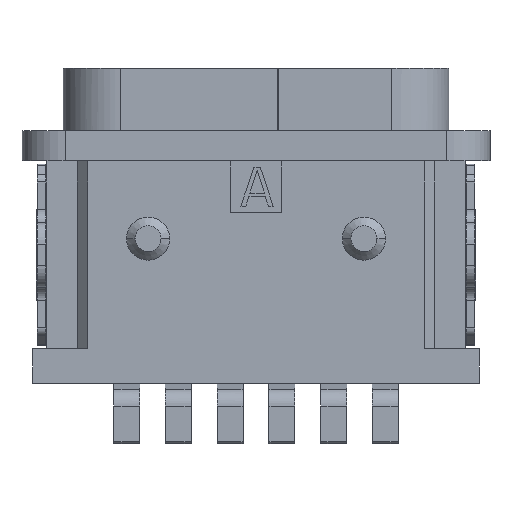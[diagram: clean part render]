
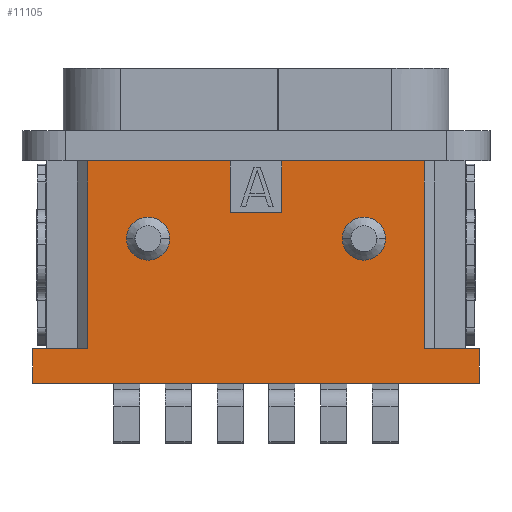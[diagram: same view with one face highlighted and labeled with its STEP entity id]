
A CAD part, front view. The second image highlights one B-rep face of the part: STEP entity #11105.
In plain terms, the highlighted face is planar.
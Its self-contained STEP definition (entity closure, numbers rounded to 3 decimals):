
#40 = LINE ( 'NONE', #3202, #19082 ) ;
#99 = CARTESIAN_POINT ( 'NONE',  ( -0.6, 0., 2.23 ) ) ;
#363 = ORIENTED_EDGE ( 'NONE', *, *, #5361, .T. ) ;
#518 = EDGE_CURVE ( 'NONE', #18188, #9873, #20918, .T. ) ;
#789 = EDGE_CURVE ( 'NONE', #9877, #4405, #12541, .T. ) ;
#927 = DIRECTION ( 'NONE',  ( 0., 0., 1. ) ) ;
#1150 = DIRECTION ( 'NONE',  ( 1., 0., 0. ) ) ;
#1631 = AXIS2_PLACEMENT_3D ( 'NONE', #20481, #20602, #5046 ) ;
#1904 = ORIENTED_EDGE ( 'NONE', *, *, #518, .T. ) ;
#2079 = CIRCLE ( 'NONE', #14402, 0.5 ) ;
#2105 = DIRECTION ( 'NONE',  ( 0., 1., 0. ) ) ;
#2162 = CARTESIAN_POINT ( 'NONE',  ( 2., 3.15, 2.23 ) ) ;
#2296 = ORIENTED_EDGE ( 'NONE', *, *, #22427, .T. ) ;
#2725 = EDGE_CURVE ( 'NONE', #7077, #5536, #22384, .T. ) ;
#2954 = CARTESIAN_POINT ( 'NONE',  ( -4.97, 0., 2.23 ) ) ;
#3000 = EDGE_CURVE ( 'NONE', #16004, #20772, #20070, .T. ) ;
#3202 = CARTESIAN_POINT ( 'NONE',  ( 0., 1.35, 2.23 ) ) ;
#3272 = DIRECTION ( 'NONE',  ( 1., 0., 0. ) ) ;
#3698 = EDGE_CURVE ( 'NONE', #5536, #4707, #7877, .T. ) ;
#3867 = DIRECTION ( 'NONE',  ( 1., 0., 0. ) ) ;
#3915 = LINE ( 'NONE', #12759, #7882 ) ;
#4128 = VERTEX_POINT ( 'NONE', #15316 ) ;
#4129 = CIRCLE ( 'NONE', #1631, 0.5 ) ;
#4405 = VERTEX_POINT ( 'NONE', #5888 ) ;
#4525 = FACE_BOUND ( 'NONE', #6313, .T. ) ;
#4552 = DIRECTION ( 'NONE',  ( 0., -1., 0. ) ) ;
#4642 = VECTOR ( 'NONE', #12424, 1000. ) ;
#4707 = VERTEX_POINT ( 'NONE', #11280 ) ;
#5046 = DIRECTION ( 'NONE',  ( 1., 0., 0. ) ) ;
#5133 = LINE ( 'NONE', #20691, #17470 ) ;
#5346 = CARTESIAN_POINT ( 'NONE',  ( 2.5, 3.15, 2.23 ) ) ;
#5361 = EDGE_CURVE ( 'NONE', #20772, #9877, #11114, .T. ) ;
#5536 = VERTEX_POINT ( 'NONE', #12019 ) ;
#5611 = VERTEX_POINT ( 'NONE', #20978 ) ;
#5658 = ORIENTED_EDGE ( 'NONE', *, *, #15838, .T. ) ;
#5888 = CARTESIAN_POINT ( 'NONE',  ( -5.17, 6.5, 2.23 ) ) ;
#5945 = CARTESIAN_POINT ( 'NONE',  ( 0., 1.35, 2.23 ) ) ;
#6313 = EDGE_LOOP ( 'NONE', ( #1904, #5658 ) ) ;
#6363 = VERTEX_POINT ( 'NONE', #11119 ) ;
#6467 = CARTESIAN_POINT ( 'NONE',  ( -2.5, 3.15, 2.23 ) ) ;
#6678 = CARTESIAN_POINT ( 'NONE',  ( -4.97, 5.7, 2.23 ) ) ;
#7024 = EDGE_CURVE ( 'NONE', #8807, #19247, #21178, .T. ) ;
#7042 = VECTOR ( 'NONE', #15392, 1000. ) ;
#7077 = VERTEX_POINT ( 'NONE', #9369 ) ;
#7447 = CARTESIAN_POINT ( 'NONE',  ( -4.97, 6.5, 2.23 ) ) ;
#7637 = CARTESIAN_POINT ( 'NONE',  ( -3.895, 0., 2.23 ) ) ;
#7752 = CARTESIAN_POINT ( 'NONE',  ( 3.895, 5.7, 2.23 ) ) ;
#7877 = LINE ( 'NONE', #11715, #13281 ) ;
#7882 = VECTOR ( 'NONE', #2105, 1000. ) ;
#7986 = CARTESIAN_POINT ( 'NONE',  ( 3., 3.15, 2.23 ) ) ;
#8118 = CARTESIAN_POINT ( 'NONE',  ( -0.6, 1.35, 2.23 ) ) ;
#8476 = LINE ( 'NONE', #99, #7042 ) ;
#8658 = DIRECTION ( 'NONE',  ( 0., -1., 0. ) ) ;
#8807 = VERTEX_POINT ( 'NONE', #13850 ) ;
#8957 = ORIENTED_EDGE ( 'NONE', *, *, #21521, .T. ) ;
#9110 = EDGE_CURVE ( 'NONE', #6363, #5611, #12004, .T. ) ;
#9213 = ORIENTED_EDGE ( 'NONE', *, *, #13887, .T. ) ;
#9369 = CARTESIAN_POINT ( 'NONE',  ( -0.6, 2.55, 2.23 ) ) ;
#9416 = CARTESIAN_POINT ( 'NONE',  ( 5.17, 0., 2.23 ) ) ;
#9440 = EDGE_CURVE ( 'NONE', #4405, #8807, #5133, .T. ) ;
#9757 = FACE_OUTER_BOUND ( 'NONE', #15622, .T. ) ;
#9836 = CARTESIAN_POINT ( 'NONE',  ( -2.5, 3.15, 2.23 ) ) ;
#9873 = VERTEX_POINT ( 'NONE', #2162 ) ;
#9877 = VERTEX_POINT ( 'NONE', #14407 ) ;
#10537 = CARTESIAN_POINT ( 'NONE',  ( 5.17, 5.7, 2.23 ) ) ;
#10542 = VERTEX_POINT ( 'NONE', #20166 ) ;
#10816 = VECTOR ( 'NONE', #4552, 1000. ) ;
#10853 = EDGE_CURVE ( 'NONE', #4707, #10542, #40, .T. ) ;
#11105 = ADVANCED_FACE ( 'NONE', ( #9757, #4525, #20084 ), #19861, .T. ) ;
#11114 = LINE ( 'NONE', #9416, #14359 ) ;
#11119 = CARTESIAN_POINT ( 'NONE',  ( -2., 3.15, 2.23 ) ) ;
#11126 = AXIS2_PLACEMENT_3D ( 'NONE', #5346, #21011, #3867 ) ;
#11273 = DIRECTION ( 'NONE',  ( 0., -1., 0. ) ) ;
#11280 = CARTESIAN_POINT ( 'NONE',  ( 0.6, 1.35, 2.23 ) ) ;
#11715 = CARTESIAN_POINT ( 'NONE',  ( 0.6, 0., 2.23 ) ) ;
#11789 = AXIS2_PLACEMENT_3D ( 'NONE', #2954, #927, #1150 ) ;
#12004 = CIRCLE ( 'NONE', #18551, 0.5 ) ;
#12019 = CARTESIAN_POINT ( 'NONE',  ( 0.6, 2.55, 2.23 ) ) ;
#12424 = DIRECTION ( 'NONE',  ( 1., 0., 0. ) ) ;
#12541 = LINE ( 'NONE', #7447, #21957 ) ;
#12596 = DIRECTION ( 'NONE',  ( 0., 1., 0. ) ) ;
#12759 = CARTESIAN_POINT ( 'NONE',  ( 3.895, 0., 2.23 ) ) ;
#13281 = VECTOR ( 'NONE', #11273, 1000. ) ;
#13362 = DIRECTION ( 'NONE',  ( 1., 0., 0. ) ) ;
#13390 = DIRECTION ( 'NONE',  ( 1., 0., 0. ) ) ;
#13850 = CARTESIAN_POINT ( 'NONE',  ( -5.17, 5.7, 2.23 ) ) ;
#13858 = DIRECTION ( 'NONE',  ( 1., 0., 0. ) ) ;
#13887 = EDGE_CURVE ( 'NONE', #5611, #6363, #2079, .T. ) ;
#14127 = ORIENTED_EDGE ( 'NONE', *, *, #14163, .T. ) ;
#14163 = EDGE_CURVE ( 'NONE', #10542, #16004, #3915, .T. ) ;
#14359 = VECTOR ( 'NONE', #12596, 1000. ) ;
#14377 = ORIENTED_EDGE ( 'NONE', *, *, #9440, .T. ) ;
#14402 = AXIS2_PLACEMENT_3D ( 'NONE', #9836, #15030, #13362 ) ;
#14407 = CARTESIAN_POINT ( 'NONE',  ( 5.17, 6.5, 2.23 ) ) ;
#14572 = LINE ( 'NONE', #5945, #17751 ) ;
#15030 = DIRECTION ( 'NONE',  ( 0., 0., -1. ) ) ;
#15316 = CARTESIAN_POINT ( 'NONE',  ( -3.895, 1.35, 2.23 ) ) ;
#15392 = DIRECTION ( 'NONE',  ( 0., 1., 0. ) ) ;
#15485 = EDGE_CURVE ( 'NONE', #15743, #7077, #8476, .T. ) ;
#15622 = EDGE_LOOP ( 'NONE', ( #20405, #8957, #2296, #16849, #21471, #16389, #21829, #14127, #20101, #363, #17996, #14377 ) ) ;
#15743 = VERTEX_POINT ( 'NONE', #8118 ) ;
#15838 = EDGE_CURVE ( 'NONE', #9873, #18188, #4129, .T. ) ;
#16004 = VERTEX_POINT ( 'NONE', #7752 ) ;
#16389 = ORIENTED_EDGE ( 'NONE', *, *, #3698, .T. ) ;
#16396 = DIRECTION ( 'NONE',  ( 1., 0., 0. ) ) ;
#16849 = ORIENTED_EDGE ( 'NONE', *, *, #15485, .T. ) ;
#17400 = DIRECTION ( 'NONE',  ( 1., 0., 0. ) ) ;
#17470 = VECTOR ( 'NONE', #8658, 1000. ) ;
#17751 = VECTOR ( 'NONE', #16396, 1000. ) ;
#17996 = ORIENTED_EDGE ( 'NONE', *, *, #789, .T. ) ;
#18188 = VERTEX_POINT ( 'NONE', #7986 ) ;
#18551 = AXIS2_PLACEMENT_3D ( 'NONE', #6467, #18939, #13390 ) ;
#18875 = CARTESIAN_POINT ( 'NONE',  ( -4.97, 2.55, 2.23 ) ) ;
#18939 = DIRECTION ( 'NONE',  ( 0., 0., -1. ) ) ;
#19082 = VECTOR ( 'NONE', #13858, 1000. ) ;
#19247 = VERTEX_POINT ( 'NONE', #20790 ) ;
#19579 = ORIENTED_EDGE ( 'NONE', *, *, #9110, .T. ) ;
#19615 = VECTOR ( 'NONE', #3272, 1000. ) ;
#19861 = PLANE ( 'NONE',  #11789 ) ;
#20070 = LINE ( 'NONE', #6678, #19615 ) ;
#20084 = FACE_BOUND ( 'NONE', #21305, .T. ) ;
#20101 = ORIENTED_EDGE ( 'NONE', *, *, #3000, .T. ) ;
#20105 = VECTOR ( 'NONE', #17400, 1000. ) ;
#20166 = CARTESIAN_POINT ( 'NONE',  ( 3.895, 1.35, 2.23 ) ) ;
#20405 = ORIENTED_EDGE ( 'NONE', *, *, #7024, .T. ) ;
#20481 = CARTESIAN_POINT ( 'NONE',  ( 2.5, 3.15, 2.23 ) ) ;
#20602 = DIRECTION ( 'NONE',  ( 0., 0., -1. ) ) ;
#20691 = CARTESIAN_POINT ( 'NONE',  ( -5.17, 0., 2.23 ) ) ;
#20772 = VERTEX_POINT ( 'NONE', #10537 ) ;
#20790 = CARTESIAN_POINT ( 'NONE',  ( -3.895, 5.7, 2.23 ) ) ;
#20918 = CIRCLE ( 'NONE', #11126, 0.5 ) ;
#20978 = CARTESIAN_POINT ( 'NONE',  ( -3., 3.15, 2.23 ) ) ;
#21011 = DIRECTION ( 'NONE',  ( 0., 0., -1. ) ) ;
#21178 = LINE ( 'NONE', #21502, #4642 ) ;
#21180 = DIRECTION ( 'NONE',  ( -1., 0., 0. ) ) ;
#21305 = EDGE_LOOP ( 'NONE', ( #19579, #9213 ) ) ;
#21471 = ORIENTED_EDGE ( 'NONE', *, *, #2725, .T. ) ;
#21502 = CARTESIAN_POINT ( 'NONE',  ( -4.97, 5.7, 2.23 ) ) ;
#21521 = EDGE_CURVE ( 'NONE', #19247, #4128, #21696, .T. ) ;
#21696 = LINE ( 'NONE', #7637, #10816 ) ;
#21829 = ORIENTED_EDGE ( 'NONE', *, *, #10853, .T. ) ;
#21957 = VECTOR ( 'NONE', #21180, 1000. ) ;
#22384 = LINE ( 'NONE', #18875, #20105 ) ;
#22427 = EDGE_CURVE ( 'NONE', #4128, #15743, #14572, .T. ) ;
